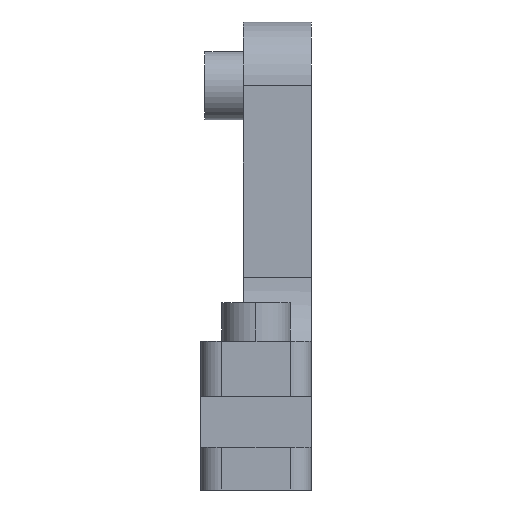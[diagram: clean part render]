
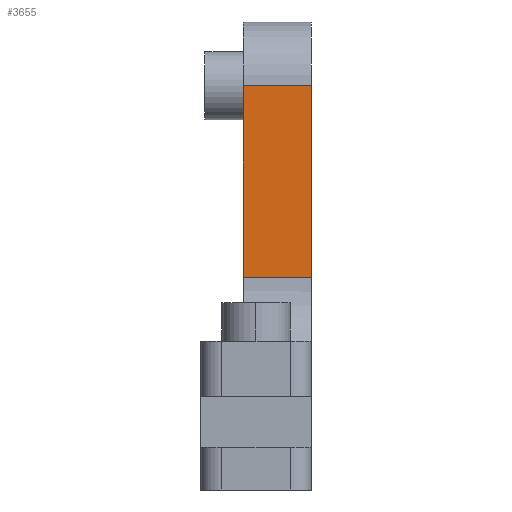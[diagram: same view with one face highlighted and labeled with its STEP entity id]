
A CAD part, left-side view. The second image highlights one B-rep face of the part: STEP entity #3655.
In plain terms, the highlighted planar face has unit normal (-1, 0, 0).
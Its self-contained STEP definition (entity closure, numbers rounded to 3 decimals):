
#207 = CARTESIAN_POINT ( 'NONE',  ( -7.5, 8., -22.5 ) ) ;
#266 = EDGE_CURVE ( 'NONE', #326, #2188, #625, .T. ) ;
#326 = VERTEX_POINT ( 'NONE', #4282 ) ;
#367 = CARTESIAN_POINT ( 'NONE',  ( -7.5, 0., 0. ) ) ;
#520 = DIRECTION ( 'NONE',  ( 0., 0., 1. ) ) ;
#617 = VECTOR ( 'NONE', #1052, 1000. ) ;
#625 = LINE ( 'NONE', #1709, #4711 ) ;
#811 = VECTOR ( 'NONE', #1519, 1000. ) ;
#977 = ORIENTED_EDGE ( 'NONE', *, *, #266, .F. ) ;
#1052 = DIRECTION ( 'NONE',  ( 0., 0., 1. ) ) ;
#1316 = DIRECTION ( 'NONE',  ( 0., 0., -1. ) ) ;
#1451 = CARTESIAN_POINT ( 'NONE',  ( -7.5, 8., -22.5 ) ) ;
#1519 = DIRECTION ( 'NONE',  ( 0., -1., 0. ) ) ;
#1550 = LINE ( 'NONE', #1577, #2492 ) ;
#1577 = CARTESIAN_POINT ( 'NONE',  ( -7.5, 8., 0. ) ) ;
#1709 = CARTESIAN_POINT ( 'NONE',  ( -7.5, 8., 0. ) ) ;
#2123 = DIRECTION ( 'NONE',  ( 0., -1., 0. ) ) ;
#2188 = VERTEX_POINT ( 'NONE', #4139 ) ;
#2190 = ORIENTED_EDGE ( 'NONE', *, *, #4500, .F. ) ;
#2343 = CARTESIAN_POINT ( 'NONE',  ( -7.5, 8., 0. ) ) ;
#2473 = ORIENTED_EDGE ( 'NONE', *, *, #4828, .T. ) ;
#2492 = VECTOR ( 'NONE', #520, 1000. ) ;
#2591 = LINE ( 'NONE', #1451, #811 ) ;
#2927 = ORIENTED_EDGE ( 'NONE', *, *, #4742, .T. ) ;
#2983 = LINE ( 'NONE', #367, #617 ) ;
#3097 = FACE_OUTER_BOUND ( 'NONE', #4021, .T. ) ;
#3655 = ADVANCED_FACE ( 'NONE', ( #3097 ), #4677, .F. ) ;
#3800 = AXIS2_PLACEMENT_3D ( 'NONE', #2343, #4624, #1316 ) ;
#4021 = EDGE_LOOP ( 'NONE', ( #2927, #977, #2190, #2473 ) ) ;
#4029 = CARTESIAN_POINT ( 'NONE',  ( -7.5, 0., -22.5 ) ) ;
#4139 = CARTESIAN_POINT ( 'NONE',  ( -7.5, 0., 0. ) ) ;
#4183 = VERTEX_POINT ( 'NONE', #4029 ) ;
#4282 = CARTESIAN_POINT ( 'NONE',  ( -7.5, 8., 0. ) ) ;
#4500 = EDGE_CURVE ( 'NONE', #4687, #326, #1550, .T. ) ;
#4624 = DIRECTION ( 'NONE',  ( 1., 0., 0. ) ) ;
#4677 = PLANE ( 'NONE',  #3800 ) ;
#4687 = VERTEX_POINT ( 'NONE', #207 ) ;
#4711 = VECTOR ( 'NONE', #2123, 1000. ) ;
#4742 = EDGE_CURVE ( 'NONE', #4183, #2188, #2983, .T. ) ;
#4828 = EDGE_CURVE ( 'NONE', #4687, #4183, #2591, .T. ) ;
